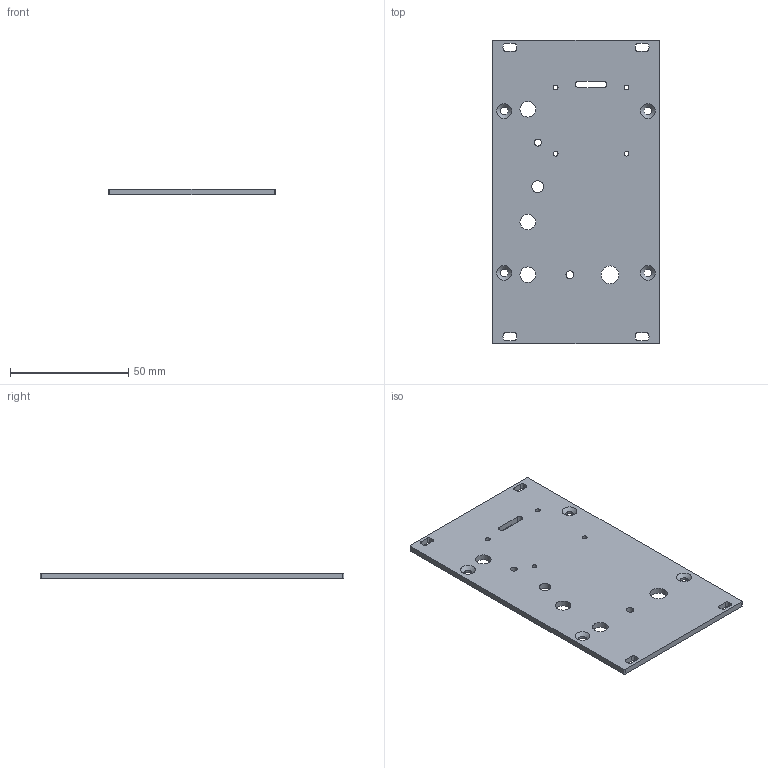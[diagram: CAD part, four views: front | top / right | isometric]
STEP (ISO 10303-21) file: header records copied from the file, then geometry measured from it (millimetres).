
FILE_DESCRIPTION(/* description */ ('Open CASCADE Model'),/* implementation_level */ '2;1');
FILE_NAME(/* name */ 'Fischer_TFP.stp',/* time_stamp */ '2022-07-21T15:40:29+02:00',/* author */ ('Tilman Preuschoff'),/* organization */ ('Open CASCADE'),/* preprocessor_version */ 'ST-DEVELOPER v18.1',/* originating_system */ 'Autodesk Inventor 2021',/* authorisation */ 'Unknown');
FILE_SCHEMA (('AUTOMOTIVE_DESIGN { 1 0 10303 214 3 1 1 }'));
Length unit declared in the file: millimetre
Products named in the file (1): Fischer_TFP
Bounding box: 70.78 x 128.4 x 2.5 mm (x, y, z)
Volume: 21818.7 mm3; surface area: 19178.9 mm2
Topology: 1 solids, 1 shells, 65 faces, 185 edges, 122 vertices
Faces by surface type: cylinder 45, plane 16, cone 4
Full cylindrical faces by diameter (mm): 2.013 x4, 3 x1, 3.242 x1, 3.4 x4, 5 x1, 6.6 x3, 7.5 x1
Entity records: 2282 total; most frequent: DIRECTION 411, CARTESIAN_POINT 373, ORIENTED_EDGE 370, EDGE_CURVE 185, AXIS2_PLACEMENT_3D 160, VERTEX_POINT 122, EDGE_LOOP 105, CIRCLE 94
